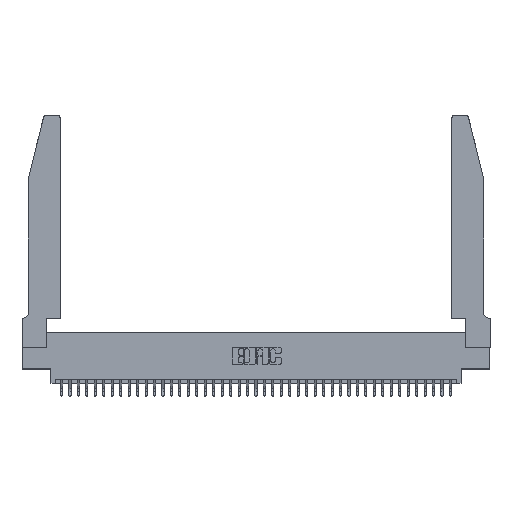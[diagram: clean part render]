
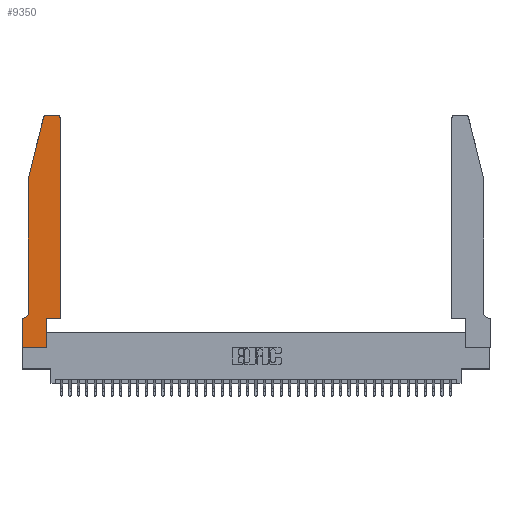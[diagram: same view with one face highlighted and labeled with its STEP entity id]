
A CAD part, top view. The second image highlights one B-rep face of the part: STEP entity #9350.
In plain terms, the highlighted planar face has unit normal (0, 0, 1).
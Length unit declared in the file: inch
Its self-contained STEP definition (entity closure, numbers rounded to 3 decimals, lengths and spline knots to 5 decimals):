
#236 = ORIENTED_EDGE ( 'NONE', *, *, #26058, .T. ) ;
#458 = ORIENTED_EDGE ( 'NONE', *, *, #39103, .T. ) ;
#588 = CARTESIAN_POINT ( 'NONE',  ( 0.4505, 2.72, 0.37 ) ) ;
#792 = VERTEX_POINT ( 'NONE', #26823 ) ;
#883 = LINE ( 'NONE', #3620, #17168 ) ;
#1648 = LINE ( 'NONE', #23750, #26272 ) ;
#1758 = ORIENTED_EDGE ( 'NONE', *, *, #22056, .T. ) ;
#3378 = CARTESIAN_POINT ( 'NONE',  ( 0.284, 2.72, 0.37 ) ) ;
#3620 = CARTESIAN_POINT ( 'NONE',  ( 0.0755, 2., 0.37 ) ) ;
#3678 = VECTOR ( 'NONE', #13081, 39.37008 ) ;
#3849 = ORIENTED_EDGE ( 'NONE', *, *, #13560, .T. ) ;
#4291 = VECTOR ( 'NONE', #31892, 39.37008 ) ;
#5097 = CARTESIAN_POINT ( 'NONE',  ( 0.0755, 0.35, 0.37 ) ) ;
#5381 = VERTEX_POINT ( 'NONE', #10678 ) ;
#5879 = CARTESIAN_POINT ( 'NONE',  ( 0.2865, 0., 0.37 ) ) ;
#6045 = ORIENTED_EDGE ( 'NONE', *, *, #16795, .T. ) ;
#6325 = DIRECTION ( 'NONE',  ( -1., 0., 0. ) ) ;
#6624 = VERTEX_POINT ( 'NONE', #25394 ) ;
#6646 = DIRECTION ( 'NONE',  ( 1., 0., 0. ) ) ;
#8544 = FACE_OUTER_BOUND ( 'NONE', #13596, .T. ) ;
#9350 = ADVANCED_FACE ( 'NONE', ( #8544 ), #14786, .T. ) ;
#9381 = DIRECTION ( 'NONE',  ( 0., 0., -1. ) ) ;
#10528 = VECTOR ( 'NONE', #30689, 39.37008 ) ;
#10678 = CARTESIAN_POINT ( 'NONE',  ( 0.2865, 0.35, 0.37 ) ) ;
#11521 = ORIENTED_EDGE ( 'NONE', *, *, #16711, .T. ) ;
#11680 = LINE ( 'NONE', #12852, #20077 ) ;
#12761 = CIRCLE ( 'NONE', #36077, 0.03 ) ;
#12852 = CARTESIAN_POINT ( 'NONE',  ( 0.2605, 2.75, 0.37 ) ) ;
#12934 = LINE ( 'NONE', #25665, #4291 ) ;
#13014 = CARTESIAN_POINT ( 'NONE',  ( 0.0755, 2., 0.37 ) ) ;
#13081 = DIRECTION ( 'NONE',  ( -0.239, -0.971, 0. ) ) ;
#13560 = EDGE_CURVE ( 'NONE', #5381, #6624, #33596, .T. ) ;
#13596 = EDGE_LOOP ( 'NONE', ( #33155, #1758, #38916, #23552, #11521, #236, #458, #38535, #32046, #3849, #6045, #18548 ) ) ;
#13851 = EDGE_CURVE ( 'NONE', #36525, #792, #31122, .T. ) ;
#14786 = PLANE ( 'NONE',  #25716 ) ;
#15052 = LINE ( 'NONE', #22662, #23495 ) ;
#15236 = DIRECTION ( 'NONE',  ( 0., 0., 1. ) ) ;
#16035 = CARTESIAN_POINT ( 'NONE',  ( 0., 0.35, 0.37 ) ) ;
#16711 = EDGE_CURVE ( 'NONE', #22331, #32346, #41176, .T. ) ;
#16795 = EDGE_CURVE ( 'NONE', #6624, #36525, #12934, .T. ) ;
#17168 = VECTOR ( 'NONE', #29238, 39.37008 ) ;
#17368 = VERTEX_POINT ( 'NONE', #5879 ) ;
#18041 = EDGE_CURVE ( 'NONE', #26960, #17368, #1648, .T. ) ;
#18548 = ORIENTED_EDGE ( 'NONE', *, *, #13851, .T. ) ;
#19435 = CARTESIAN_POINT ( 'NONE',  ( 0.0755, 2., 0.37 ) ) ;
#20077 = VECTOR ( 'NONE', #6325, 39.37008 ) ;
#20201 = CARTESIAN_POINT ( 'NONE',  ( 0.4505, 0.35, 0.37 ) ) ;
#21155 = DIRECTION ( 'NONE',  ( 1., 0., 0. ) ) ;
#22056 = EDGE_CURVE ( 'NONE', #40204, #28847, #12761, .T. ) ;
#22331 = VERTEX_POINT ( 'NONE', #36588 ) ;
#22643 = EDGE_CURVE ( 'NONE', #35719, #22331, #883, .T. ) ;
#22662 = CARTESIAN_POINT ( 'NONE',  ( 0.2865, 0.35, 0.37 ) ) ;
#23354 = VECTOR ( 'NONE', #27626, 39.37008 ) ;
#23495 = VECTOR ( 'NONE', #28905, 39.37008 ) ;
#23552 = ORIENTED_EDGE ( 'NONE', *, *, #22643, .T. ) ;
#23750 = CARTESIAN_POINT ( 'NONE',  ( 0., 0., 0.37 ) ) ;
#24954 = CARTESIAN_POINT ( 'NONE',  ( 0.25487, 2.72718, 0.37 ) ) ;
#25179 = VECTOR ( 'NONE', #39181, 39.37008 ) ;
#25394 = CARTESIAN_POINT ( 'NONE',  ( 0.4505, 0.35, 0.37 ) ) ;
#25665 = CARTESIAN_POINT ( 'NONE',  ( 0.4505, 0.35, 0.37 ) ) ;
#25716 = AXIS2_PLACEMENT_3D ( 'NONE', #36980, #40116, #21155 ) ;
#25749 = EDGE_CURVE ( 'NONE', #17368, #5381, #15052, .T. ) ;
#25830 = DIRECTION ( 'NONE',  ( 0., 0., 1. ) ) ;
#26058 = EDGE_CURVE ( 'NONE', #32346, #36371, #28443, .T. ) ;
#26272 = VECTOR ( 'NONE', #26957, 39.37008 ) ;
#26823 = CARTESIAN_POINT ( 'NONE',  ( 0.4205, 2.75, 0.37 ) ) ;
#26957 = DIRECTION ( 'NONE',  ( 1., 0., 0. ) ) ;
#26960 = VERTEX_POINT ( 'NONE', #40156 ) ;
#27626 = DIRECTION ( 'NONE',  ( 0., -1., 0. ) ) ;
#28247 = LINE ( 'NONE', #19435, #3678 ) ;
#28431 = CARTESIAN_POINT ( 'NONE',  ( 0.0055, 0.42, 0.37 ) ) ;
#28443 = LINE ( 'NONE', #5097, #10528 ) ;
#28847 = VERTEX_POINT ( 'NONE', #24954 ) ;
#28905 = DIRECTION ( 'NONE',  ( 0., 1., 0. ) ) ;
#29238 = DIRECTION ( 'NONE',  ( 0., -1., 0. ) ) ;
#29334 = CARTESIAN_POINT ( 'NONE',  ( 0.284, 2.75, 0.37 ) ) ;
#30103 = CARTESIAN_POINT ( 'NONE',  ( 0.0055, 0.35, 0.37 ) ) ;
#30689 = DIRECTION ( 'NONE',  ( -1., 0., 0. ) ) ;
#31122 = CIRCLE ( 'NONE', #33001, 0.03 ) ;
#31179 = EDGE_CURVE ( 'NONE', #792, #40204, #11680, .T. ) ;
#31621 = DIRECTION ( 'NONE',  ( -1., 0., 0. ) ) ;
#31862 = EDGE_CURVE ( 'NONE', #28847, #35719, #28247, .T. ) ;
#31892 = DIRECTION ( 'NONE',  ( 0., 1., 0. ) ) ;
#32046 = ORIENTED_EDGE ( 'NONE', *, *, #25749, .T. ) ;
#32346 = VERTEX_POINT ( 'NONE', #30103 ) ;
#33001 = AXIS2_PLACEMENT_3D ( 'NONE', #34233, #15236, #37403 ) ;
#33155 = ORIENTED_EDGE ( 'NONE', *, *, #31179, .T. ) ;
#33596 = LINE ( 'NONE', #20201, #25179 ) ;
#34233 = CARTESIAN_POINT ( 'NONE',  ( 0.4205, 2.72, 0.37 ) ) ;
#35719 = VERTEX_POINT ( 'NONE', #13014 ) ;
#36077 = AXIS2_PLACEMENT_3D ( 'NONE', #3378, #25830, #6646 ) ;
#36371 = VERTEX_POINT ( 'NONE', #16035 ) ;
#36525 = VERTEX_POINT ( 'NONE', #588 ) ;
#36588 = CARTESIAN_POINT ( 'NONE',  ( 0.0755, 0.42, 0.37 ) ) ;
#36980 = CARTESIAN_POINT ( 'NONE',  ( 0., 0.35, 0.37 ) ) ;
#37037 = CARTESIAN_POINT ( 'NONE',  ( 0., 0., 0.37 ) ) ;
#37295 = AXIS2_PLACEMENT_3D ( 'NONE', #28431, #9381, #31621 ) ;
#37403 = DIRECTION ( 'NONE',  ( 1., 0., 0. ) ) ;
#38535 = ORIENTED_EDGE ( 'NONE', *, *, #18041, .T. ) ;
#38916 = ORIENTED_EDGE ( 'NONE', *, *, #31862, .T. ) ;
#39103 = EDGE_CURVE ( 'NONE', #36371, #26960, #40167, .T. ) ;
#39181 = DIRECTION ( 'NONE',  ( 1., 0., 0. ) ) ;
#40116 = DIRECTION ( 'NONE',  ( 0., 0., 1. ) ) ;
#40156 = CARTESIAN_POINT ( 'NONE',  ( 0., 0., 0.37 ) ) ;
#40167 = LINE ( 'NONE', #37037, #23354 ) ;
#40204 = VERTEX_POINT ( 'NONE', #29334 ) ;
#41176 = CIRCLE ( 'NONE', #37295, 0.07 ) ;
